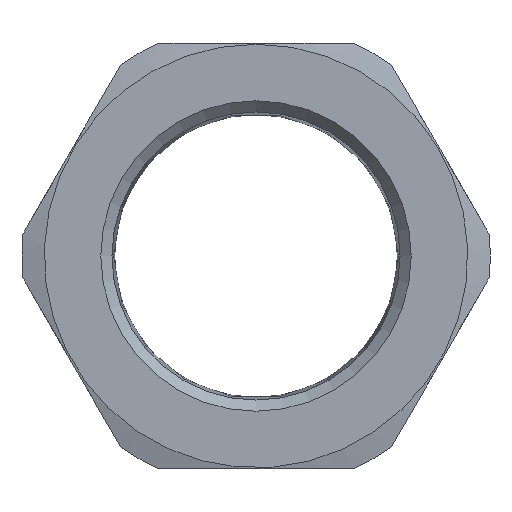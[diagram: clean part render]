
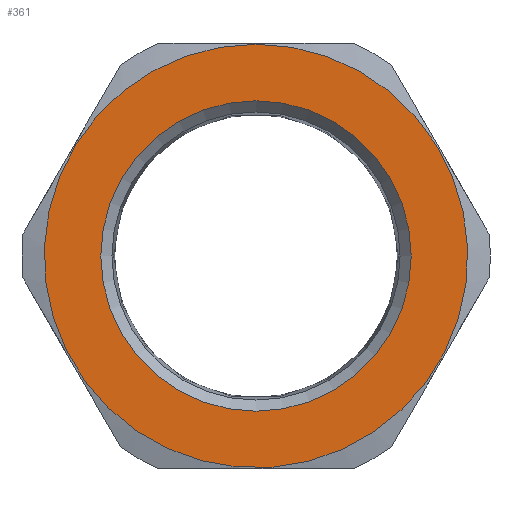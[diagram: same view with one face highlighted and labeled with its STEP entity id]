
A CAD part, left-side view. The second image highlights one B-rep face of the part: STEP entity #361.
In plain terms, the highlighted planar face has unit normal (-1, 0, 0).
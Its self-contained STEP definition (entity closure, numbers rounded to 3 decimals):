
#57 = FACE_OUTER_BOUND ( 'NONE', #619, .T. ) ;
#104 = CARTESIAN_POINT ( 'NONE',  ( 0., 0., 0. ) ) ;
#145 = DIRECTION ( 'NONE',  ( 0., 0., 1. ) ) ;
#164 = FACE_BOUND ( 'NONE', #754, .T. ) ;
#197 = CARTESIAN_POINT ( 'NONE',  ( 0., 0., 49.75 ) ) ;
#217 = CARTESIAN_POINT ( 'NONE',  ( 0., 0., 0. ) ) ;
#222 = VERTEX_POINT ( 'NONE', #197 ) ;
#224 = DIRECTION ( 'NONE',  ( 1., 0., 0. ) ) ;
#295 = CARTESIAN_POINT ( 'NONE',  ( 0., 0., 0. ) ) ;
#303 = DIRECTION ( 'NONE',  ( 0., 0., -1. ) ) ;
#335 = DIRECTION ( 'NONE',  ( -1., 0., 0. ) ) ;
#352 = AXIS2_PLACEMENT_3D ( 'NONE', #104, #742, #303 ) ;
#357 = DIRECTION ( 'NONE',  ( 0., 0., -1. ) ) ;
#361 = ADVANCED_FACE ( 'NONE', ( #164, #57 ), #604, .F. ) ;
#365 = ORIENTED_EDGE ( 'NONE', *, *, #487, .T. ) ;
#444 = ORIENTED_EDGE ( 'NONE', *, *, #601, .T. ) ;
#484 = CIRCLE ( 'NONE', #787, 49.75 ) ;
#487 = EDGE_CURVE ( 'NONE', #222, #222, #484, .T. ) ;
#592 = AXIS2_PLACEMENT_3D ( 'NONE', #295, #224, #357 ) ;
#595 = CIRCLE ( 'NONE', #592, 36.465 ) ;
#601 = EDGE_CURVE ( 'NONE', #876, #876, #595, .T. ) ;
#604 = PLANE ( 'NONE',  #352 ) ;
#619 = EDGE_LOOP ( 'NONE', ( #365 ) ) ;
#690 = CARTESIAN_POINT ( 'NONE',  ( 0., 0., -36.465 ) ) ;
#742 = DIRECTION ( 'NONE',  ( 1., 0., 0. ) ) ;
#754 = EDGE_LOOP ( 'NONE', ( #444 ) ) ;
#787 = AXIS2_PLACEMENT_3D ( 'NONE', #217, #335, #145 ) ;
#876 = VERTEX_POINT ( 'NONE', #690 ) ;
